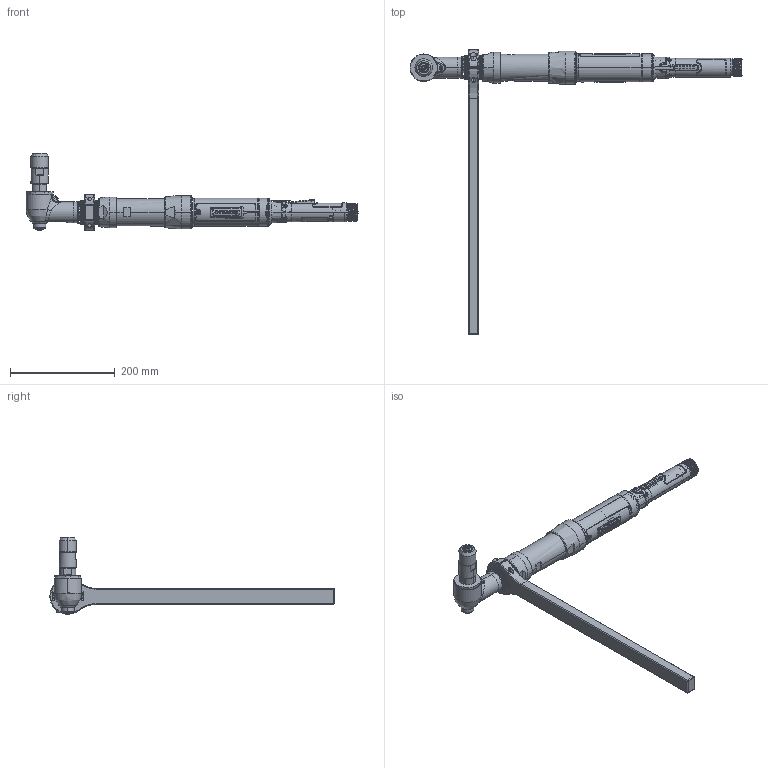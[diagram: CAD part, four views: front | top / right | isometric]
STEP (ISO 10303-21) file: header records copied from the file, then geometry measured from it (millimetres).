
FILE_DESCRIPTION((''),'2;1');
FILE_NAME('EB45LH26V2-220','2012-02-06T',('MAM0508'),(''),'PRO/ENGINEER BY PARAMETRIC TECHNOLOGY CORPORATION, 2010430','PRO/ENGINEER BY PARAMETRIC TECHNOLOGY CORPORATION, 2010430','');
FILE_SCHEMA(('CONFIG_CONTROL_DESIGN'));
Products named in the file (1): EB45LH26V2-220
Bounding box: 633.13 x 542.12 x 147.24 mm (x, y, z)
Surface area: 225192.7 mm2 (no closed solid volume)
Topology: 0 solids, 242 shells, 848 faces, 4910 edges, 4230 vertices
Faces by surface type: cylinder 383, bspline 167, plane 157, cone 65, torus 56, extrusion 16, sphere 4
Entity records: 66673 total; most frequent: CARTESIAN_POINT 33467, ORIENTED_EDGE 5877, DIRECTION 5817, EDGE_CURVE 4908, VERTEX_POINT 4230, AXIS2_PLACEMENT_3D 1977, VECTOR 1863, LINE 1847
